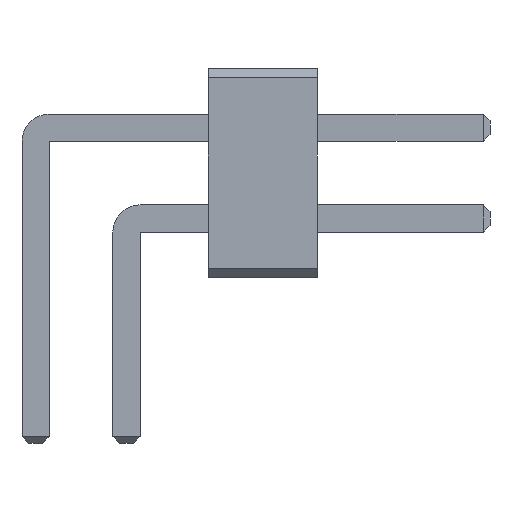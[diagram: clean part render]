
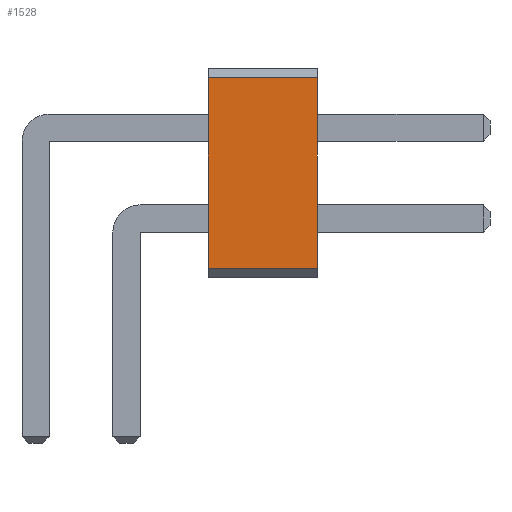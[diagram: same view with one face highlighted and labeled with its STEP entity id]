
A CAD part, front view. The second image highlights one B-rep face of the part: STEP entity #1528.
In plain terms, the highlighted planar face has unit normal (0, -1, 0).
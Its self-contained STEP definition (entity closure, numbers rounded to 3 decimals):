
#13=DIRECTION('',(0.,0.,1.));
#27=VECTOR('',#28,1.);
#28=DIRECTION('',(1.,0.,0.));
#57=DIRECTION('',(0.,-1.,0.));
#1515=VERTEX_POINT('',#1516);
#1516=CARTESIAN_POINT('',(3.1,-25.5,0.1));
#1519=EDGE_CURVE('',#1520,#1515,#1522,.T.);
#1520=VERTEX_POINT('',#1521);
#1521=CARTESIAN_POINT('',(1.9,-25.5,0.1));
#1522=LINE('',#1521,#27);
#1528=ADVANCED_FACE('',(#1529),#1546,.T.);
#1529=FACE_BOUND('',#1530,.T.);
#1530=EDGE_LOOP('',(#1531,#1532,#1538,#1543));
#1531=ORIENTED_EDGE('',*,*,#1519,.T.);
#1532=ORIENTED_EDGE('',*,*,#1533,.T.);
#1533=EDGE_CURVE('',#1515,#1534,#1536,.T.);
#1534=VERTEX_POINT('',#1535);
#1535=CARTESIAN_POINT('',(3.1,-25.5,2.2));
#1536=LINE('',#1516,#1537);
#1537=VECTOR('',#13,1.);
#1538=ORIENTED_EDGE('',*,*,#1539,.F.);
#1539=EDGE_CURVE('',#1540,#1534,#1542,.T.);
#1540=VERTEX_POINT('',#1541);
#1541=CARTESIAN_POINT('',(1.9,-25.5,2.2));
#1542=LINE('',#1541,#27);
#1543=ORIENTED_EDGE('',*,*,#1544,.F.);
#1544=EDGE_CURVE('',#1520,#1540,#1545,.T.);
#1545=LINE('',#1521,#1537);
#1546=PLANE('',#1547);
#1547=AXIS2_PLACEMENT_3D('',#1521,#57,#13);
